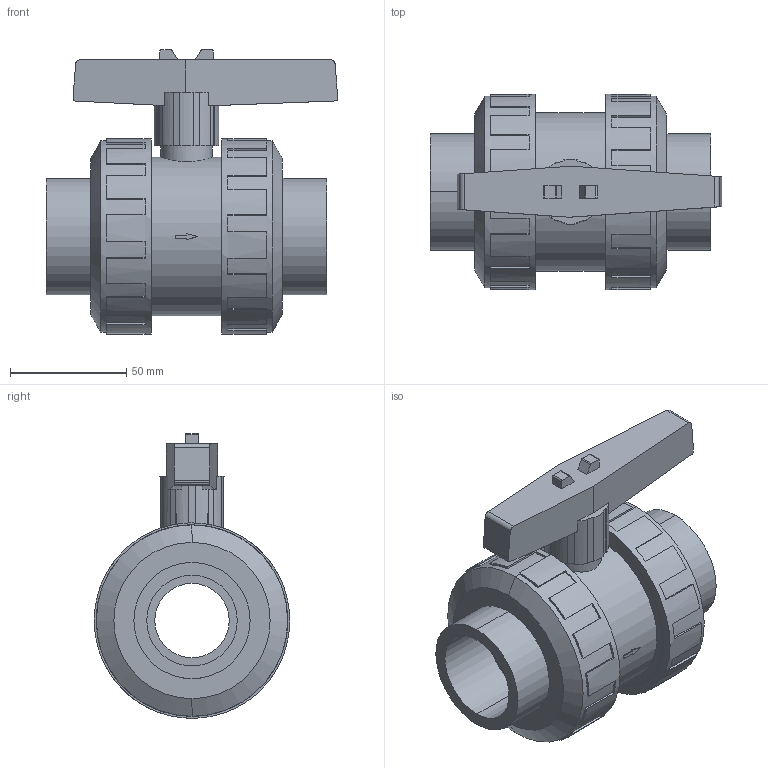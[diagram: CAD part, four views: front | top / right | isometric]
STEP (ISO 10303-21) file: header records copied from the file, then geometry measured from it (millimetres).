
FILE_DESCRIPTION(('STEP AP214'),'1');
FILE_NAME('cctmp_8A0B8F91-8883-4845-BE87-A7DC31CF96D4_2018_12_17_8_52_15_281..stp','2018-12-17T07:52:15',('Praher Valves GmbH'),('CADClick - www.CADClick.com'),'Spatial InterOp 3D',' ','unknown authorization');
FILE_SCHEMA(('AUTOMOTIVE_DESIGN'));
Length unit declared in the file: millimetre
Products named in the file (1): 127671
Bounding box: 125.25 x 84 x 122.33 mm (x, y, z)
Volume: 381675.8 mm3; surface area: 94741.8 mm2
Topology: 1 solids, 1 shells, 270 faces, 734 edges, 485 vertices
Faces by surface type: plane 206, cylinder 60, cone 4
Entity records: 10811 total; most frequent: CARTESIAN_POINT 1557, DIRECTION 1517, ORIENTED_EDGE 1468, EDGE_CURVE 734, AXIS2_PLACEMENT_3D 515, LINE 487, VECTOR 487, VERTEX_POINT 485
